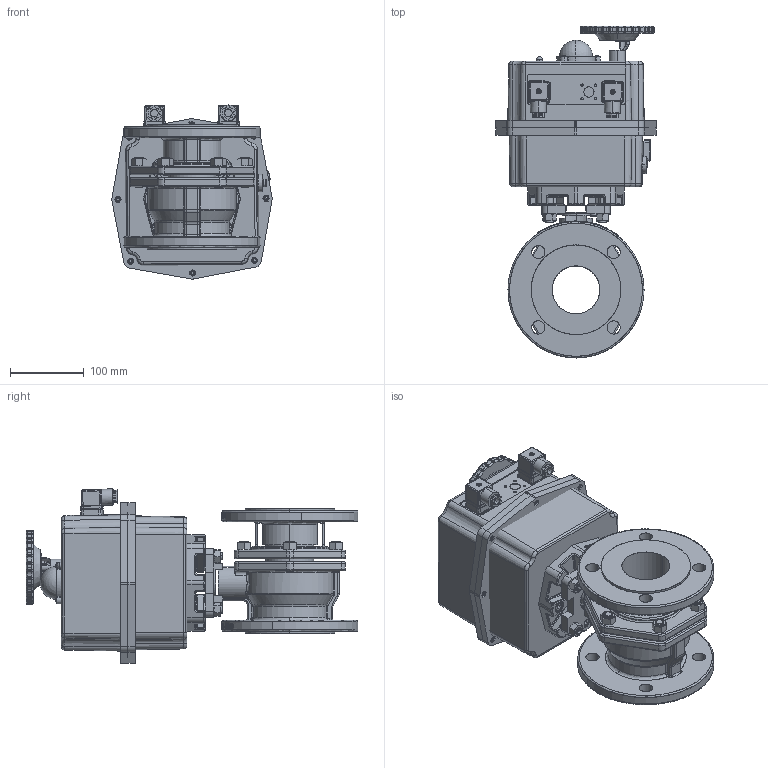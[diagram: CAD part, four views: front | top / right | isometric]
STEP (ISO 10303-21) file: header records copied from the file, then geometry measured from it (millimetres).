
FILE_DESCRIPTION (( 'STEP AP203' ), '1' );
FILE_NAME ('EK05_DN65_(EK05000009).STEP', '2022-05-20T13:27:09', ( '' ), ( '' ), 'SwSTEP 2.0', 'SolidWorks 2021', '' );
FILE_SCHEMA (( 'CONFIG_CONTROL_DESIGN' ));
Products named in the file (1): EK05_DN65_(EK05000009)
Bounding box: 218.25 x 451.3 x 236.88 mm (x, y, z)
Surface area: 538712.7 mm2 (no closed solid volume)
Topology: 0 solids, 422 shells, 1993 faces, 7399 edges, 5651 vertices
Faces by surface type: cylinder 845, plane 508, bspline 241, torus 209, cone 158, sphere 32
Entity records: 119733 total; most frequent: CARTESIAN_POINT 60587, DIRECTION 12123, ORIENTED_EDGE 10637, EDGE_CURVE 7353, VERTEX_POINT 5642, AXIS2_PLACEMENT_3D 4727, CIRCLE 2974, VECTOR 2669
